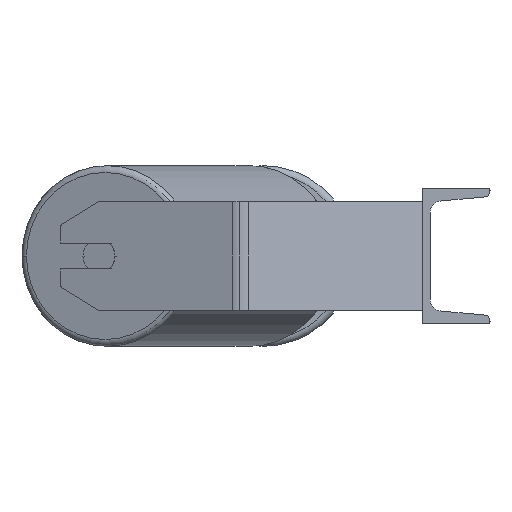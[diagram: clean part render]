
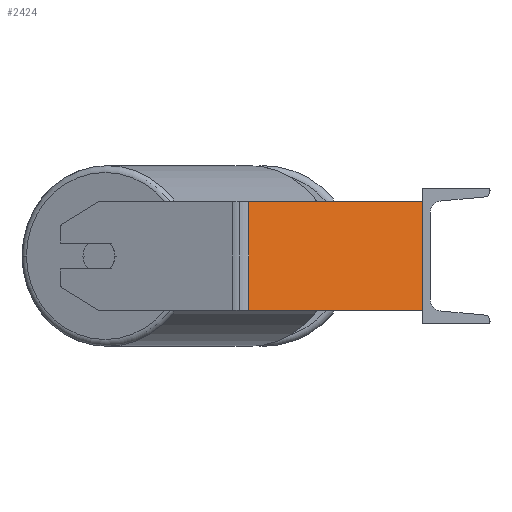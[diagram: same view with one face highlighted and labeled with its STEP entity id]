
A CAD part, left-side view. The second image highlights one B-rep face of the part: STEP entity #2424.
In plain terms, the highlighted planar face has unit normal (-0.906, -0.423, 0).
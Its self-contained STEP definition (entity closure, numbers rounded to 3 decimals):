
#188 = CARTESIAN_POINT ( 'NONE',  ( -485., 0., 40. ) ) ;
#357 = EDGE_CURVE ( 'NONE', #4886, #3664, #5159, .T. ) ;
#637 = LINE ( 'NONE', #6365, #8625 ) ;
#938 = CARTESIAN_POINT ( 'NONE',  ( -544.471, 127.537, -40. ) ) ;
#1147 = VECTOR ( 'NONE', #3141, 1000. ) ;
#1592 = LINE ( 'NONE', #188, #1147 ) ;
#1787 = CARTESIAN_POINT ( 'NONE',  ( -547.272, 133.543, 40. ) ) ;
#2424 = ADVANCED_FACE ( 'NONE', ( #4232 ), #4188, .F. ) ;
#2441 = CARTESIAN_POINT ( 'NONE',  ( -544.471, 127.537, 40. ) ) ;
#2538 = ORIENTED_EDGE ( 'NONE', *, *, #357, .T. ) ;
#2692 = DIRECTION ( 'NONE',  ( -0.423, 0.906, 0. ) ) ;
#3141 = DIRECTION ( 'NONE',  ( 0., 0., -1. ) ) ;
#3201 = CARTESIAN_POINT ( 'NONE',  ( -485., 0., 40. ) ) ;
#3571 = VERTEX_POINT ( 'NONE', #3201 ) ;
#3639 = EDGE_CURVE ( 'NONE', #4886, #3571, #8104, .T. ) ;
#3664 = VERTEX_POINT ( 'NONE', #938 ) ;
#3804 = DIRECTION ( 'NONE',  ( 0.423, -0.906, 0. ) ) ;
#4188 = PLANE ( 'NONE',  #5994 ) ;
#4232 = FACE_OUTER_BOUND ( 'NONE', #5243, .T. ) ;
#4764 = EDGE_CURVE ( 'NONE', #3664, #8133, #637, .T. ) ;
#4886 = VERTEX_POINT ( 'NONE', #2441 ) ;
#5159 = LINE ( 'NONE', #7971, #5234 ) ;
#5234 = VECTOR ( 'NONE', #7871, 1000. ) ;
#5243 = EDGE_LOOP ( 'NONE', ( #6522, #7966, #8848, #2538 ) ) ;
#5562 = DIRECTION ( 'NONE',  ( 0.423, -0.906, 0. ) ) ;
#5614 = DIRECTION ( 'NONE',  ( 0.906, 0.423, 0. ) ) ;
#5994 = AXIS2_PLACEMENT_3D ( 'NONE', #8403, #5614, #2692 ) ;
#6077 = EDGE_CURVE ( 'NONE', #3571, #8133, #1592, .T. ) ;
#6365 = CARTESIAN_POINT ( 'NONE',  ( -547.272, 133.543, -40. ) ) ;
#6522 = ORIENTED_EDGE ( 'NONE', *, *, #4764, .T. ) ;
#7266 = CARTESIAN_POINT ( 'NONE',  ( -485., 0., -40. ) ) ;
#7871 = DIRECTION ( 'NONE',  ( 0., 0., -1. ) ) ;
#7966 = ORIENTED_EDGE ( 'NONE', *, *, #6077, .F. ) ;
#7971 = CARTESIAN_POINT ( 'NONE',  ( -544.471, 127.537, 40. ) ) ;
#8104 = LINE ( 'NONE', #1787, #9057 ) ;
#8133 = VERTEX_POINT ( 'NONE', #7266 ) ;
#8403 = CARTESIAN_POINT ( 'NONE',  ( -547.272, 133.543, 40. ) ) ;
#8625 = VECTOR ( 'NONE', #5562, 1000. ) ;
#8848 = ORIENTED_EDGE ( 'NONE', *, *, #3639, .F. ) ;
#9057 = VECTOR ( 'NONE', #3804, 1000. ) ;
